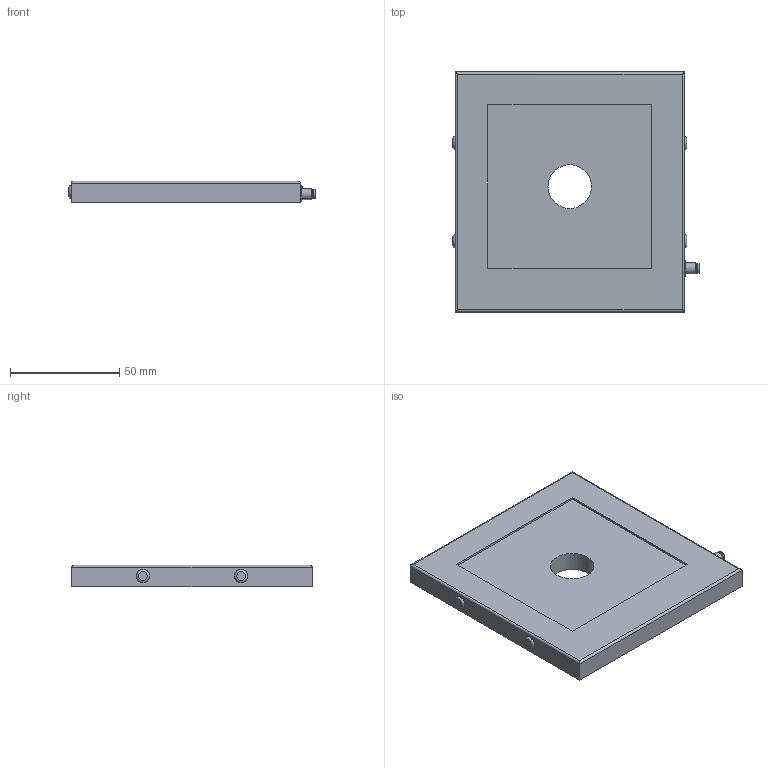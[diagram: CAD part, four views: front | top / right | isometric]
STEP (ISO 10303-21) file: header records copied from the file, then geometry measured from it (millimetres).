
FILE_DESCRIPTION(/* description */ (''),/* implementation_level */ '2;1');
FILE_NAME(/* name */ '7,5-7,5-SLED-2-FLAT-VA',/* time_stamp */ '2016-05-20T10:43:21+02:00',/* author */ (''),/* organization */ (''),/* preprocessor_version */ 'ST-DEVELOPER v15.7',/* originating_system */ 'HiCAD 2015 2002.1 Build 408',/* authorisation */ '');
FILE_SCHEMA (('AUTOMOTIVE_DESIGN { 1 0 10303 214 1 1 1 1 }'));
Length unit declared in the file: millimetre
Products named in the file (6): Root; Baugruppe_Xled-2-VD; Teil; QUADER_0
Assembly tree (5 placements, depth 5):
  Root
    Baugruppe_Xled-2-VD
      Teil
        Teil
          Teil
      QUADER_0
Bounding box: 112.7 x 110 x 10 mm (x, y, z)
Volume: 106920 mm3; surface area: 28124.7 mm2
Topology: 4 solids, 4 shells, 100 faces, 225 edges, 141 vertices
Faces by surface type: plane 41, cylinder 32, cone 18, torus 5, sphere 4
Full cylindrical faces by diameter (mm): 0.48 x4, 0.9 x1, 2.5 x4, 3 x4, 4.25 x1, 4.3 x1, 4.459 x1, 5 x1, 20 x1
Entity records: 4355 total; most frequent: CARTESIAN_POINT 515, DIRECTION 450, PRESENTATION_STYLE_ASSIGNMENT 350, COLOUR_RGB 348, OVER_RIDING_STYLED_ITEM 346, DRAUGHTING_PRE_DEFINED_CURVE_FONT 344, CURVE_STYLE 344, ORIENTED_EDGE 344
